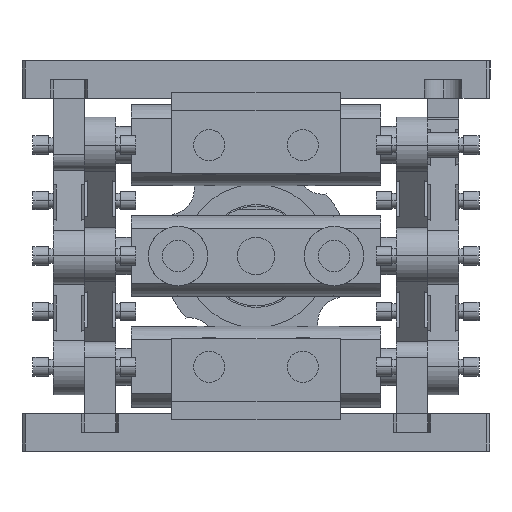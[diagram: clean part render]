
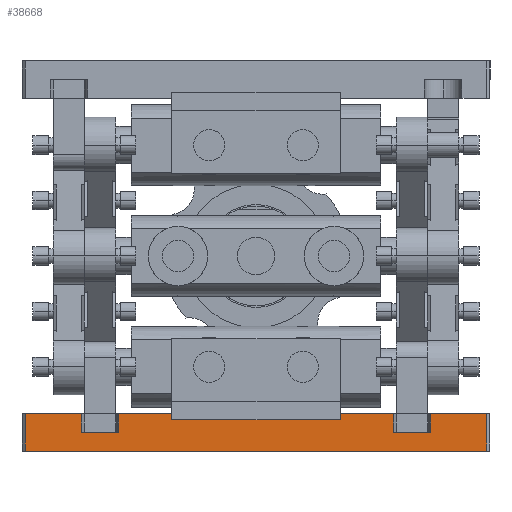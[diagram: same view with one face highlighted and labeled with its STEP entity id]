
A CAD part, front view. The second image highlights one B-rep face of the part: STEP entity #38668.
In plain terms, the highlighted planar face has unit normal (0, -1, 0).
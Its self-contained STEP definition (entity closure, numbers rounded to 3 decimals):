
#1084 = VERTEX_POINT ( 'NONE', #4303 ) ;
#1346 = CARTESIAN_POINT ( 'NONE',  ( -56., -125., 6. ) ) ;
#1620 = VECTOR ( 'NONE', #20270, 1000. ) ;
#2181 = LINE ( 'NONE', #35698, #53990 ) ;
#2544 = CARTESIAN_POINT ( 'NONE',  ( 44., -125., 0. ) ) ;
#2987 = VERTEX_POINT ( 'NONE', #13397 ) ;
#3263 = CARTESIAN_POINT ( 'NONE',  ( 74., -125., 6. ) ) ;
#4303 = CARTESIAN_POINT ( 'NONE',  ( -44., -125., 6. ) ) ;
#4691 = VERTEX_POINT ( 'NONE', #15789 ) ;
#5582 = VERTEX_POINT ( 'NONE', #27978 ) ;
#5689 = VECTOR ( 'NONE', #42256, 1000. ) ;
#5958 = LINE ( 'NONE', #63086, #26095 ) ;
#6447 = ORIENTED_EDGE ( 'NONE', *, *, #51986, .F. ) ;
#6573 = PLANE ( 'NONE',  #22861 ) ;
#7088 = DIRECTION ( 'NONE',  ( 0., 0., 1. ) ) ;
#8047 = LINE ( 'NONE', #3263, #36296 ) ;
#8838 = ORIENTED_EDGE ( 'NONE', *, *, #52076, .F. ) ;
#9293 = ORIENTED_EDGE ( 'NONE', *, *, #29733, .F. ) ;
#10155 = EDGE_CURVE ( 'NONE', #41973, #32526, #62693, .T. ) ;
#11344 = CARTESIAN_POINT ( 'NONE',  ( 75., -125., 6. ) ) ;
#11872 = CARTESIAN_POINT ( 'NONE',  ( -74., -125., 6. ) ) ;
#12352 = LINE ( 'NONE', #18101, #48570 ) ;
#12381 = CARTESIAN_POINT ( 'NONE',  ( 44., -125., 6. ) ) ;
#12712 = ORIENTED_EDGE ( 'NONE', *, *, #21666, .F. ) ;
#12720 = VERTEX_POINT ( 'NONE', #48400 ) ;
#13397 = CARTESIAN_POINT ( 'NONE',  ( 74., -125., 6. ) ) ;
#13858 = LINE ( 'NONE', #22766, #5689 ) ;
#14119 = VERTEX_POINT ( 'NONE', #28816 ) ;
#15789 = CARTESIAN_POINT ( 'NONE',  ( 56., -125., 6. ) ) ;
#15948 = ORIENTED_EDGE ( 'NONE', *, *, #53227, .F. ) ;
#16302 = CARTESIAN_POINT ( 'NONE',  ( -27., -125., 6. ) ) ;
#17264 = CARTESIAN_POINT ( 'NONE',  ( 75., -125., 0. ) ) ;
#18038 = ORIENTED_EDGE ( 'NONE', *, *, #58405, .F. ) ;
#18101 = CARTESIAN_POINT ( 'NONE',  ( 0., -125., -6. ) ) ;
#18436 = EDGE_LOOP ( 'NONE', ( #61456, #12712, #38586, #54072, #51021, #49028, #9293, #62027, #28628, #55650, #18038, #6447, #20841, #8838, #44508, #15948 ) ) ;
#18833 = CARTESIAN_POINT ( 'NONE',  ( 75., -125., 6. ) ) ;
#18966 = VECTOR ( 'NONE', #32659, 1000. ) ;
#19243 = CARTESIAN_POINT ( 'NONE',  ( -44., -125., 0. ) ) ;
#19530 = LINE ( 'NONE', #29737, #44313 ) ;
#20270 = DIRECTION ( 'NONE',  ( 0., 0., 1. ) ) ;
#20788 = EDGE_CURVE ( 'NONE', #5582, #61398, #23585, .T. ) ;
#20841 = ORIENTED_EDGE ( 'NONE', *, *, #20788, .F. ) ;
#21666 = EDGE_CURVE ( 'NONE', #32526, #4691, #33177, .T. ) ;
#22198 = EDGE_CURVE ( 'NONE', #4691, #2987, #2181, .T. ) ;
#22213 = DIRECTION ( 'NONE',  ( 1., 0., 0. ) ) ;
#22243 = DIRECTION ( 'NONE',  ( 0., 0., -1. ) ) ;
#22424 = LINE ( 'NONE', #51527, #18966 ) ;
#22664 = CARTESIAN_POINT ( 'NONE',  ( 27., -125., 6. ) ) ;
#22766 = CARTESIAN_POINT ( 'NONE',  ( -27., -125., 6. ) ) ;
#22861 = AXIS2_PLACEMENT_3D ( 'NONE', #11344, #60477, #26003 ) ;
#23109 = CARTESIAN_POINT ( 'NONE',  ( 75., -125., 0. ) ) ;
#23585 = LINE ( 'NONE', #18833, #59967 ) ;
#24176 = EDGE_CURVE ( 'NONE', #40454, #29646, #22424, .T. ) ;
#25056 = CARTESIAN_POINT ( 'NONE',  ( -44., -125., 6. ) ) ;
#25272 = VERTEX_POINT ( 'NONE', #62279 ) ;
#25558 = LINE ( 'NONE', #11872, #53492 ) ;
#26003 = DIRECTION ( 'NONE',  ( -1., 0., 0. ) ) ;
#26095 = VECTOR ( 'NONE', #58300, 1000. ) ;
#26827 = LINE ( 'NONE', #17264, #39705 ) ;
#27722 = VERTEX_POINT ( 'NONE', #16302 ) ;
#27978 = CARTESIAN_POINT ( 'NONE',  ( -74., -125., 6. ) ) ;
#28628 = ORIENTED_EDGE ( 'NONE', *, *, #32438, .F. ) ;
#28816 = CARTESIAN_POINT ( 'NONE',  ( -56., -125., 0. ) ) ;
#29646 = VERTEX_POINT ( 'NONE', #52609 ) ;
#29733 = EDGE_CURVE ( 'NONE', #12720, #40430, #5958, .T. ) ;
#29737 = CARTESIAN_POINT ( 'NONE',  ( 75., -125., 6. ) ) ;
#31517 = VECTOR ( 'NONE', #62524, 1000. ) ;
#31631 = DIRECTION ( 'NONE',  ( 0., 0., -1. ) ) ;
#32438 = EDGE_CURVE ( 'NONE', #1084, #27722, #19530, .T. ) ;
#32526 = VERTEX_POINT ( 'NONE', #40250 ) ;
#32659 = DIRECTION ( 'NONE',  ( 1., 0., 0. ) ) ;
#33177 = LINE ( 'NONE', #43049, #31517 ) ;
#35698 = CARTESIAN_POINT ( 'NONE',  ( 75., -125., 6. ) ) ;
#35795 = LINE ( 'NONE', #1346, #49377 ) ;
#35899 = CARTESIAN_POINT ( 'NONE',  ( 74., -125., -6. ) ) ;
#36296 = VECTOR ( 'NONE', #43430, 1000. ) ;
#38586 = ORIENTED_EDGE ( 'NONE', *, *, #10155, .F. ) ;
#38668 = ADVANCED_FACE ( 'NONE', ( #45176 ), #6573, .F. ) ;
#39656 = EDGE_CURVE ( 'NONE', #48015, #1084, #49352, .T. ) ;
#39705 = VECTOR ( 'NONE', #56844, 1000. ) ;
#40250 = CARTESIAN_POINT ( 'NONE',  ( 56., -125., 0. ) ) ;
#40430 = VERTEX_POINT ( 'NONE', #46336 ) ;
#40454 = VERTEX_POINT ( 'NONE', #22664 ) ;
#41095 = DIRECTION ( 'NONE',  ( 1., 0., 0. ) ) ;
#41973 = VERTEX_POINT ( 'NONE', #2544 ) ;
#42256 = DIRECTION ( 'NONE',  ( 0., 0., -1. ) ) ;
#42274 = DIRECTION ( 'NONE',  ( 1., 0., 0. ) ) ;
#42318 = CARTESIAN_POINT ( 'NONE',  ( 27., -125., 6. ) ) ;
#43049 = CARTESIAN_POINT ( 'NONE',  ( 56., -125., 6. ) ) ;
#43423 = CARTESIAN_POINT ( 'NONE',  ( -56., -125., 6. ) ) ;
#43430 = DIRECTION ( 'NONE',  ( 0., 0., -1. ) ) ;
#44179 = VECTOR ( 'NONE', #42274, 1000. ) ;
#44313 = VECTOR ( 'NONE', #53724, 1000. ) ;
#44508 = ORIENTED_EDGE ( 'NONE', *, *, #53905, .T. ) ;
#44870 = EDGE_CURVE ( 'NONE', #40430, #40454, #62419, .T. ) ;
#45176 = FACE_OUTER_BOUND ( 'NONE', #18436, .T. ) ;
#46336 = CARTESIAN_POINT ( 'NONE',  ( 27., -125., 4. ) ) ;
#46340 = EDGE_CURVE ( 'NONE', #27722, #12720, #13858, .T. ) ;
#48015 = VERTEX_POINT ( 'NONE', #19243 ) ;
#48400 = CARTESIAN_POINT ( 'NONE',  ( -27., -125., 4. ) ) ;
#48570 = VECTOR ( 'NONE', #22213, 1000. ) ;
#49028 = ORIENTED_EDGE ( 'NONE', *, *, #44870, .F. ) ;
#49352 = LINE ( 'NONE', #25056, #1620 ) ;
#49377 = VECTOR ( 'NONE', #31631, 1000. ) ;
#49602 = VERTEX_POINT ( 'NONE', #35899 ) ;
#51021 = ORIENTED_EDGE ( 'NONE', *, *, #24176, .F. ) ;
#51527 = CARTESIAN_POINT ( 'NONE',  ( 75., -125., 6. ) ) ;
#51616 = DIRECTION ( 'NONE',  ( 0., 0., 1. ) ) ;
#51986 = EDGE_CURVE ( 'NONE', #61398, #14119, #35795, .T. ) ;
#52076 = EDGE_CURVE ( 'NONE', #25272, #5582, #25558, .T. ) ;
#52609 = CARTESIAN_POINT ( 'NONE',  ( 44., -125., 6. ) ) ;
#53227 = EDGE_CURVE ( 'NONE', #2987, #49602, #8047, .T. ) ;
#53492 = VECTOR ( 'NONE', #7088, 1000. ) ;
#53724 = DIRECTION ( 'NONE',  ( 1., 0., 0. ) ) ;
#53905 = EDGE_CURVE ( 'NONE', #25272, #49602, #12352, .T. ) ;
#53990 = VECTOR ( 'NONE', #41095, 1000. ) ;
#54072 = ORIENTED_EDGE ( 'NONE', *, *, #54798, .F. ) ;
#54422 = VECTOR ( 'NONE', #51616, 1000. ) ;
#54798 = EDGE_CURVE ( 'NONE', #29646, #41973, #56435, .T. ) ;
#55650 = ORIENTED_EDGE ( 'NONE', *, *, #39656, .F. ) ;
#56435 = LINE ( 'NONE', #12381, #61906 ) ;
#56844 = DIRECTION ( 'NONE',  ( 1., 0., 0. ) ) ;
#58070 = DIRECTION ( 'NONE',  ( 1., 0., 0. ) ) ;
#58300 = DIRECTION ( 'NONE',  ( 1., 0., 0. ) ) ;
#58405 = EDGE_CURVE ( 'NONE', #14119, #48015, #26827, .T. ) ;
#59967 = VECTOR ( 'NONE', #58070, 1000. ) ;
#60477 = DIRECTION ( 'NONE',  ( 0., 1., 0. ) ) ;
#61398 = VERTEX_POINT ( 'NONE', #43423 ) ;
#61456 = ORIENTED_EDGE ( 'NONE', *, *, #22198, .F. ) ;
#61906 = VECTOR ( 'NONE', #22243, 1000. ) ;
#62027 = ORIENTED_EDGE ( 'NONE', *, *, #46340, .F. ) ;
#62279 = CARTESIAN_POINT ( 'NONE',  ( -74., -125., -6. ) ) ;
#62419 = LINE ( 'NONE', #42318, #54422 ) ;
#62524 = DIRECTION ( 'NONE',  ( 0., 0., 1. ) ) ;
#62693 = LINE ( 'NONE', #23109, #44179 ) ;
#63086 = CARTESIAN_POINT ( 'NONE',  ( 75., -125., 4. ) ) ;
